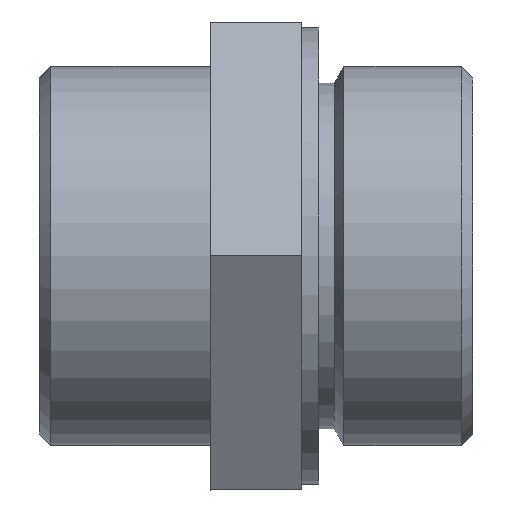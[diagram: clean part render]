
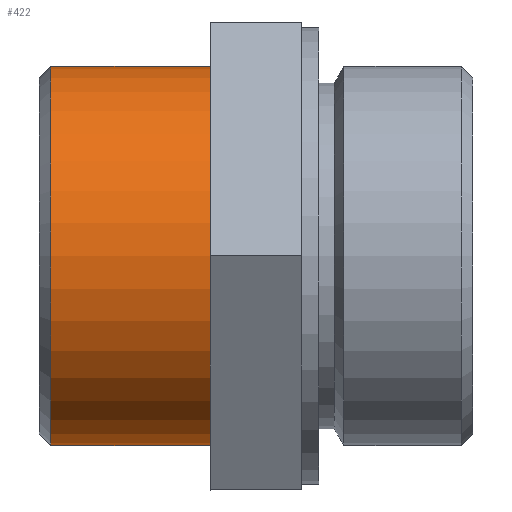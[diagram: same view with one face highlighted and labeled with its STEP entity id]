
A CAD part, top view. The second image highlights one B-rep face of the part: STEP entity #422.
In plain terms, the highlighted cylindrical face has radius 16.625 mm (diameter 33.25 mm), a full revolution.
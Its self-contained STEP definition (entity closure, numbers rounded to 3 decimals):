
#14 = CIRCLE ( 'NONE', #72, 16.625 ) ;
#28 = CARTESIAN_POINT ( 'NONE',  ( -72.285, 0., 0. ) ) ;
#72 = AXIS2_PLACEMENT_3D ( 'NONE', #28, #271, #222 ) ;
#88 = CIRCLE ( 'NONE', #470, 16.625 ) ;
#109 = DIRECTION ( 'NONE',  ( -1., 0., 0. ) ) ;
#147 = CYLINDRICAL_SURFACE ( 'NONE', #199, 16.625 ) ;
#161 = CARTESIAN_POINT ( 'NONE',  ( -47.385, 0., 0. ) ) ;
#186 = FACE_OUTER_BOUND ( 'NONE', #609, .T. ) ;
#188 = CARTESIAN_POINT ( 'NONE',  ( -86.285, 0., 16.625 ) ) ;
#198 = ORIENTED_EDGE ( 'NONE', *, *, #573, .T. ) ;
#199 = AXIS2_PLACEMENT_3D ( 'NONE', #161, #109, #420 ) ;
#222 = DIRECTION ( 'NONE',  ( 0., 0., 1. ) ) ;
#227 = ORIENTED_EDGE ( 'NONE', *, *, #235, .T. ) ;
#235 = EDGE_CURVE ( 'NONE', #270, #270, #88, .T. ) ;
#263 = EDGE_LOOP ( 'NONE', ( #227 ) ) ;
#270 = VERTEX_POINT ( 'NONE', #188 ) ;
#271 = DIRECTION ( 'NONE',  ( -1., 0., 0. ) ) ;
#348 = DIRECTION ( 'NONE',  ( 0., 0., 1. ) ) ;
#353 = DIRECTION ( 'NONE',  ( 1., 0., 0. ) ) ;
#412 = CARTESIAN_POINT ( 'NONE',  ( -86.285, 0., 0. ) ) ;
#420 = DIRECTION ( 'NONE',  ( 0., 0., 1. ) ) ;
#422 = ADVANCED_FACE ( 'NONE', ( #186, #560 ), #147, .T. ) ;
#470 = AXIS2_PLACEMENT_3D ( 'NONE', #412, #353, #348 ) ;
#528 = VERTEX_POINT ( 'NONE', #641 ) ;
#560 = FACE_OUTER_BOUND ( 'NONE', #263, .T. ) ;
#573 = EDGE_CURVE ( 'NONE', #528, #528, #14, .T. ) ;
#609 = EDGE_LOOP ( 'NONE', ( #198 ) ) ;
#641 = CARTESIAN_POINT ( 'NONE',  ( -72.285, 0., 16.625 ) ) ;
